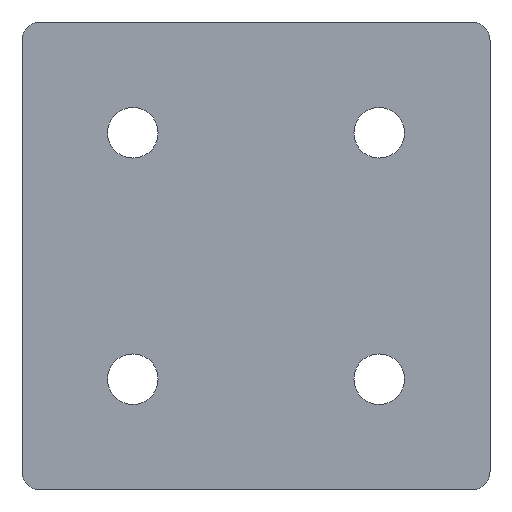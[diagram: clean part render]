
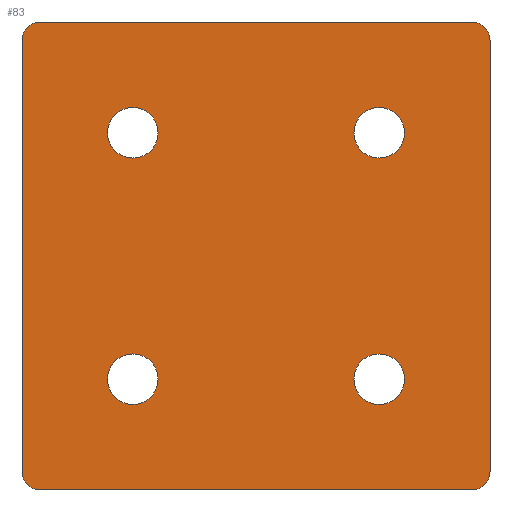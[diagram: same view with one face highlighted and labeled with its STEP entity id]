
A CAD part, front view. The second image highlights one B-rep face of the part: STEP entity #83.
In plain terms, the highlighted planar face has unit normal (0, -1, 0).
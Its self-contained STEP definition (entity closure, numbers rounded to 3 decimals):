
#6 = DIRECTION ( 'NONE',  ( 0., 0., 1. ) ) ;
#9 = DIRECTION ( 'NONE',  ( 0., 1., 0. ) ) ;
#11 = VERTEX_POINT ( 'NONE', #368 ) ;
#35 = EDGE_CURVE ( 'NONE', #555, #402, #321, .T. ) ;
#40 = DIRECTION ( 'NONE',  ( 1., 0., 0. ) ) ;
#45 = VERTEX_POINT ( 'NONE', #319 ) ;
#50 = VERTEX_POINT ( 'NONE', #220 ) ;
#52 = CARTESIAN_POINT ( 'NONE',  ( -38., 0., 55. ) ) ;
#57 = CARTESIAN_POINT ( 'NONE',  ( -35., 0., 55. ) ) ;
#59 = EDGE_LOOP ( 'NONE', ( #156, #127 ) ) ;
#61 = CIRCLE ( 'NONE', #602, 3. ) ;
#67 = CARTESIAN_POINT ( 'NONE',  ( 20., 0., 0. ) ) ;
#71 = ORIENTED_EDGE ( 'NONE', *, *, #153, .T. ) ;
#74 = FACE_OUTER_BOUND ( 'NONE', #459, .T. ) ;
#83 = ADVANCED_FACE ( 'NONE', ( #283, #474, #624, #185, #74 ), #465, .T. ) ;
#87 = DIRECTION ( 'NONE',  ( 0., 0., 1. ) ) ;
#90 = CIRCLE ( 'NONE', #124, 4.1 ) ;
#92 = CARTESIAN_POINT ( 'NONE',  ( 20., 0., 35.9 ) ) ;
#95 = AXIS2_PLACEMENT_3D ( 'NONE', #576, #524, #574 ) ;
#96 = CARTESIAN_POINT ( 'NONE',  ( 35., 0., 55. ) ) ;
#109 = CIRCLE ( 'NONE', #608, 4.1 ) ;
#113 = VERTEX_POINT ( 'NONE', #296 ) ;
#114 = DIRECTION ( 'NONE',  ( 0., 0., 1. ) ) ;
#117 = DIRECTION ( 'NONE',  ( 0., 0., 1. ) ) ;
#119 = CIRCLE ( 'NONE', #460, 3. ) ;
#121 = ORIENTED_EDGE ( 'NONE', *, *, #586, .F. ) ;
#123 = EDGE_LOOP ( 'NONE', ( #173, #628 ) ) ;
#124 = AXIS2_PLACEMENT_3D ( 'NONE', #558, #508, #114 ) ;
#125 = ORIENTED_EDGE ( 'NONE', *, *, #406, .T. ) ;
#127 = ORIENTED_EDGE ( 'NONE', *, *, #197, .T. ) ;
#137 = AXIS2_PLACEMENT_3D ( 'NONE', #195, #155, #203 ) ;
#139 = CARTESIAN_POINT ( 'NONE',  ( 35., 0., -15. ) ) ;
#146 = CARTESIAN_POINT ( 'NONE',  ( -20., 0., 0. ) ) ;
#150 = CARTESIAN_POINT ( 'NONE',  ( 20., 0., 40. ) ) ;
#151 = ORIENTED_EDGE ( 'NONE', *, *, #160, .F. ) ;
#153 = EDGE_CURVE ( 'NONE', #348, #45, #119, .T. ) ;
#155 = DIRECTION ( 'NONE',  ( 0., -1., 0. ) ) ;
#156 = ORIENTED_EDGE ( 'NONE', *, *, #539, .T. ) ;
#160 = EDGE_CURVE ( 'NONE', #348, #442, #243, .T. ) ;
#165 = ORIENTED_EDGE ( 'NONE', *, *, #35, .T. ) ;
#167 = VERTEX_POINT ( 'NONE', #92 ) ;
#168 = VECTOR ( 'NONE', #432, 1000. ) ;
#170 = AXIS2_PLACEMENT_3D ( 'NONE', #67, #9, #117 ) ;
#173 = ORIENTED_EDGE ( 'NONE', *, *, #514, .T. ) ;
#176 = AXIS2_PLACEMENT_3D ( 'NONE', #150, #302, #441 ) ;
#185 = FACE_BOUND ( 'NONE', #59, .T. ) ;
#186 = CARTESIAN_POINT ( 'NONE',  ( -38., 0., -15. ) ) ;
#188 = VECTOR ( 'NONE', #583, 1000. ) ;
#190 = DIRECTION ( 'NONE',  ( 0., 0., 1. ) ) ;
#191 = ORIENTED_EDGE ( 'NONE', *, *, #421, .T. ) ;
#193 = VERTEX_POINT ( 'NONE', #52 ) ;
#195 = CARTESIAN_POINT ( 'NONE',  ( -35., 0., -15. ) ) ;
#196 = EDGE_LOOP ( 'NONE', ( #500, #125 ) ) ;
#197 = EDGE_CURVE ( 'NONE', #198, #113, #109, .T. ) ;
#198 = VERTEX_POINT ( 'NONE', #235 ) ;
#203 = DIRECTION ( 'NONE',  ( 0., 0., -1. ) ) ;
#220 = CARTESIAN_POINT ( 'NONE',  ( -35., 0., 58. ) ) ;
#222 = DIRECTION ( 'NONE',  ( 0., -1., 0. ) ) ;
#226 = LINE ( 'NONE', #480, #270 ) ;
#228 = AXIS2_PLACEMENT_3D ( 'NONE', #471, #579, #483 ) ;
#235 = CARTESIAN_POINT ( 'NONE',  ( -20., 0., -4.1 ) ) ;
#243 = LINE ( 'NONE', #489, #168 ) ;
#256 = CARTESIAN_POINT ( 'NONE',  ( -38., 0., -18. ) ) ;
#260 = CIRCLE ( 'NONE', #534, 3. ) ;
#268 = AXIS2_PLACEMENT_3D ( 'NONE', #419, #526, #621 ) ;
#269 = VERTEX_POINT ( 'NONE', #458 ) ;
#270 = VECTOR ( 'NONE', #40, 1000. ) ;
#273 = CARTESIAN_POINT ( 'NONE',  ( 0., 0., 0. ) ) ;
#283 = FACE_BOUND ( 'NONE', #123, .T. ) ;
#291 = CARTESIAN_POINT ( 'NONE',  ( -20., 0., 0. ) ) ;
#296 = CARTESIAN_POINT ( 'NONE',  ( -20., 0., 4.1 ) ) ;
#301 = DIRECTION ( 'NONE',  ( 0., -1., 0. ) ) ;
#302 = DIRECTION ( 'NONE',  ( 0., 1., 0. ) ) ;
#306 = CARTESIAN_POINT ( 'NONE',  ( 20., 0., 4.1 ) ) ;
#307 = VERTEX_POINT ( 'NONE', #403 ) ;
#319 = CARTESIAN_POINT ( 'NONE',  ( 35., 0., 58. ) ) ;
#321 = CIRCLE ( 'NONE', #268, 4.1 ) ;
#329 = CIRCLE ( 'NONE', #176, 4.1 ) ;
#330 = DIRECTION ( 'NONE',  ( 0., 0., -1. ) ) ;
#335 = VERTEX_POINT ( 'NONE', #551 ) ;
#348 = VERTEX_POINT ( 'NONE', #497 ) ;
#350 = CARTESIAN_POINT ( 'NONE',  ( 38., 0., -15. ) ) ;
#356 = VECTOR ( 'NONE', #6, 1000. ) ;
#358 = ORIENTED_EDGE ( 'NONE', *, *, #518, .T. ) ;
#368 = CARTESIAN_POINT ( 'NONE',  ( 35., 0., -18. ) ) ;
#377 = CARTESIAN_POINT ( 'NONE',  ( 38., 0., -18. ) ) ;
#383 = EDGE_CURVE ( 'NONE', #402, #555, #90, .T. ) ;
#399 = LINE ( 'NONE', #256, #356 ) ;
#401 = DIRECTION ( 'NONE',  ( 0., 0., -1. ) ) ;
#402 = VERTEX_POINT ( 'NONE', #604 ) ;
#403 = CARTESIAN_POINT ( 'NONE',  ( -35., 0., -18. ) ) ;
#406 = EDGE_CURVE ( 'NONE', #335, #596, #476, .T. ) ;
#409 = CIRCLE ( 'NONE', #95, 4.1 ) ;
#413 = DIRECTION ( 'NONE',  ( 0., 0., -1. ) ) ;
#419 = CARTESIAN_POINT ( 'NONE',  ( -20., 0., 40. ) ) ;
#421 = EDGE_CURVE ( 'NONE', #50, #193, #61, .T. ) ;
#426 = DIRECTION ( 'NONE',  ( 0., 1., 0. ) ) ;
#432 = DIRECTION ( 'NONE',  ( 0., 0., -1. ) ) ;
#439 = DIRECTION ( 'NONE',  ( 0., -1., 0. ) ) ;
#441 = DIRECTION ( 'NONE',  ( 0., 0., 1. ) ) ;
#442 = VERTEX_POINT ( 'NONE', #350 ) ;
#458 = CARTESIAN_POINT ( 'NONE',  ( 20., 0., 44.1 ) ) ;
#459 = EDGE_LOOP ( 'NONE', ( #151, #71, #491, #191, #121, #585, #593, #358 ) ) ;
#460 = AXIS2_PLACEMENT_3D ( 'NONE', #96, #301, #330 ) ;
#465 = PLANE ( 'NONE',  #547 ) ;
#466 = LINE ( 'NONE', #377, #188 ) ;
#469 = CIRCLE ( 'NONE', #588, 4.1 ) ;
#470 = ORIENTED_EDGE ( 'NONE', *, *, #383, .T. ) ;
#471 = CARTESIAN_POINT ( 'NONE',  ( 20., 0., 0. ) ) ;
#474 = FACE_BOUND ( 'NONE', #519, .T. ) ;
#476 = CIRCLE ( 'NONE', #170, 4.1 ) ;
#480 = CARTESIAN_POINT ( 'NONE',  ( -38., 0., 58. ) ) ;
#483 = DIRECTION ( 'NONE',  ( 0., 0., 1. ) ) ;
#488 = VERTEX_POINT ( 'NONE', #186 ) ;
#489 = CARTESIAN_POINT ( 'NONE',  ( 38., 0., 58. ) ) ;
#491 = ORIENTED_EDGE ( 'NONE', *, *, #522, .F. ) ;
#492 = EDGE_CURVE ( 'NONE', #11, #307, #466, .T. ) ;
#497 = CARTESIAN_POINT ( 'NONE',  ( 38., 0., 55. ) ) ;
#500 = ORIENTED_EDGE ( 'NONE', *, *, #543, .T. ) ;
#508 = DIRECTION ( 'NONE',  ( 0., 1., 0. ) ) ;
#514 = EDGE_CURVE ( 'NONE', #269, #167, #409, .T. ) ;
#518 = EDGE_CURVE ( 'NONE', #11, #442, #260, .T. ) ;
#519 = EDGE_LOOP ( 'NONE', ( #470, #165 ) ) ;
#522 = EDGE_CURVE ( 'NONE', #50, #45, #226, .T. ) ;
#524 = DIRECTION ( 'NONE',  ( 0., 1., 0. ) ) ;
#526 = DIRECTION ( 'NONE',  ( 0., 1., 0. ) ) ;
#528 = DIRECTION ( 'NONE',  ( 0., 1., 0. ) ) ;
#529 = DIRECTION ( 'NONE',  ( 0., 0., -1. ) ) ;
#534 = AXIS2_PLACEMENT_3D ( 'NONE', #139, #630, #529 ) ;
#539 = EDGE_CURVE ( 'NONE', #113, #198, #469, .T. ) ;
#543 = EDGE_CURVE ( 'NONE', #596, #335, #559, .T. ) ;
#547 = AXIS2_PLACEMENT_3D ( 'NONE', #273, #222, #413 ) ;
#551 = CARTESIAN_POINT ( 'NONE',  ( 20., 0., -4.1 ) ) ;
#555 = VERTEX_POINT ( 'NONE', #617 ) ;
#558 = CARTESIAN_POINT ( 'NONE',  ( -20., 0., 40. ) ) ;
#559 = CIRCLE ( 'NONE', #228, 4.1 ) ;
#566 = CIRCLE ( 'NONE', #137, 3. ) ;
#574 = DIRECTION ( 'NONE',  ( 0., 0., 1. ) ) ;
#576 = CARTESIAN_POINT ( 'NONE',  ( 20., 0., 40. ) ) ;
#579 = DIRECTION ( 'NONE',  ( 0., 1., 0. ) ) ;
#583 = DIRECTION ( 'NONE',  ( -1., 0., 0. ) ) ;
#585 = ORIENTED_EDGE ( 'NONE', *, *, #632, .T. ) ;
#586 = EDGE_CURVE ( 'NONE', #488, #193, #399, .T. ) ;
#588 = AXIS2_PLACEMENT_3D ( 'NONE', #146, #426, #190 ) ;
#593 = ORIENTED_EDGE ( 'NONE', *, *, #492, .F. ) ;
#595 = EDGE_CURVE ( 'NONE', #167, #269, #329, .T. ) ;
#596 = VERTEX_POINT ( 'NONE', #306 ) ;
#602 = AXIS2_PLACEMENT_3D ( 'NONE', #57, #439, #401 ) ;
#604 = CARTESIAN_POINT ( 'NONE',  ( -20., 0., 44.1 ) ) ;
#608 = AXIS2_PLACEMENT_3D ( 'NONE', #291, #528, #87 ) ;
#617 = CARTESIAN_POINT ( 'NONE',  ( -20., 0., 35.9 ) ) ;
#621 = DIRECTION ( 'NONE',  ( 0., 0., 1. ) ) ;
#624 = FACE_BOUND ( 'NONE', #196, .T. ) ;
#628 = ORIENTED_EDGE ( 'NONE', *, *, #595, .T. ) ;
#630 = DIRECTION ( 'NONE',  ( 0., -1., 0. ) ) ;
#632 = EDGE_CURVE ( 'NONE', #488, #307, #566, .T. ) ;
